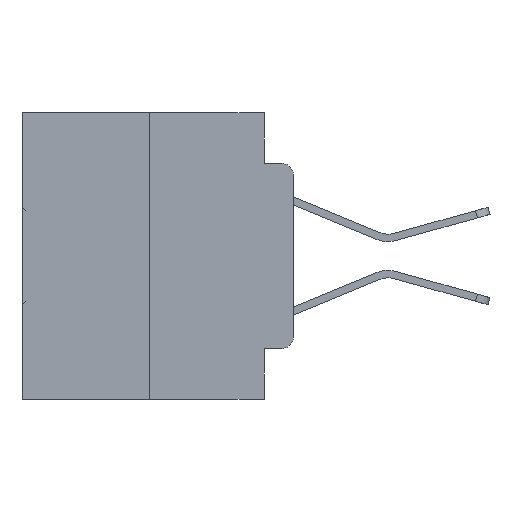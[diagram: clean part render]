
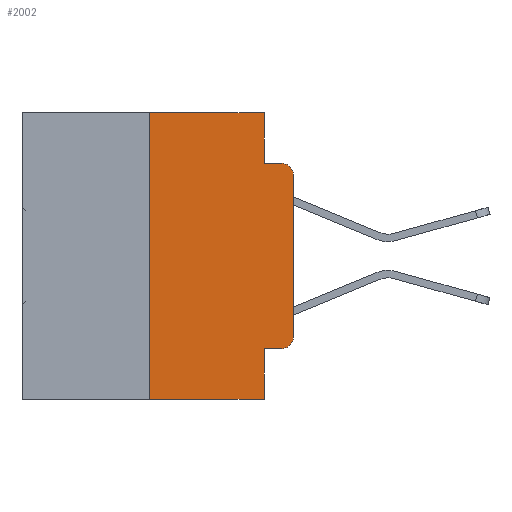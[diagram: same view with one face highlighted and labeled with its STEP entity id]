
A CAD part, left-side view. The second image highlights one B-rep face of the part: STEP entity #2002.
In plain terms, the highlighted planar face has unit normal (-1, 0, 0).
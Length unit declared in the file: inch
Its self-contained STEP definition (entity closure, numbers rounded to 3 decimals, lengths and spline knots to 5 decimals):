
#91 = DIRECTION ( 'NONE',  ( 0., -1., 0. ) ) ;
#277 = VECTOR ( 'NONE', #26375, 39.37008 ) ;
#347 = CARTESIAN_POINT ( 'NONE',  ( 0., 0.25, 0. ) ) ;
#550 = CARTESIAN_POINT ( 'NONE',  ( 0., 0., -0.3915 ) ) ;
#838 = VERTEX_POINT ( 'NONE', #550 ) ;
#1568 = CIRCLE ( 'NONE', #18263, 0.02 ) ;
#1844 = EDGE_CURVE ( 'NONE', #20416, #26647, #17984, .T. ) ;
#2002 = ADVANCED_FACE ( 'NONE', ( #3484 ), #31220, .F. ) ;
#2471 = LINE ( 'NONE', #13570, #29295 ) ;
#2867 = CIRCLE ( 'NONE', #7129, 0.02 ) ;
#2888 = DIRECTION ( 'NONE',  ( 0., 0., -1. ) ) ;
#3484 = FACE_OUTER_BOUND ( 'NONE', #25080, .T. ) ;
#3575 = VECTOR ( 'NONE', #19001, 39.37008 ) ;
#5209 = CARTESIAN_POINT ( 'NONE',  ( 0., 0.02, -0.3915 ) ) ;
#5447 = VERTEX_POINT ( 'NONE', #26061 ) ;
#5873 = DIRECTION ( 'NONE',  ( -1., 0., 0. ) ) ;
#5878 = CARTESIAN_POINT ( 'NONE',  ( 0., 0.051, -0.4115 ) ) ;
#6090 = EDGE_CURVE ( 'NONE', #7065, #838, #1568, .T. ) ;
#6113 = ORIENTED_EDGE ( 'NONE', *, *, #29083, .T. ) ;
#6249 = CARTESIAN_POINT ( 'NONE',  ( 0., 0.25, 0. ) ) ;
#6380 = CARTESIAN_POINT ( 'NONE',  ( 0., 0.051, 0. ) ) ;
#7019 = LINE ( 'NONE', #31257, #20130 ) ;
#7029 = VECTOR ( 'NONE', #14284, 39.37008 ) ;
#7065 = VERTEX_POINT ( 'NONE', #24754 ) ;
#7129 = AXIS2_PLACEMENT_3D ( 'NONE', #21535, #5873, #24089 ) ;
#7683 = EDGE_CURVE ( 'NONE', #5447, #18855, #2471, .T. ) ;
#7805 = ORIENTED_EDGE ( 'NONE', *, *, #7683, .F. ) ;
#7905 = DIRECTION ( 'NONE',  ( 0., 0., -1. ) ) ;
#8518 = VECTOR ( 'NONE', #2888, 39.37008 ) ;
#9081 = ORIENTED_EDGE ( 'NONE', *, *, #1844, .F. ) ;
#9486 = ORIENTED_EDGE ( 'NONE', *, *, #31408, .F. ) ;
#9583 = EDGE_CURVE ( 'NONE', #25615, #22313, #21302, .T. ) ;
#9894 = VERTEX_POINT ( 'NONE', #25127 ) ;
#10609 = EDGE_CURVE ( 'NONE', #838, #9894, #11125, .T. ) ;
#10964 = CARTESIAN_POINT ( 'NONE',  ( 0., 0.473, 0. ) ) ;
#11125 = LINE ( 'NONE', #30565, #24013 ) ;
#12789 = ORIENTED_EDGE ( 'NONE', *, *, #13666, .F. ) ;
#13570 = CARTESIAN_POINT ( 'NONE',  ( 0., 0.051, -0.0885 ) ) ;
#13666 = EDGE_CURVE ( 'NONE', #27288, #25615, #24969, .T. ) ;
#14284 = DIRECTION ( 'NONE',  ( 0., 0., -1. ) ) ;
#14650 = EDGE_CURVE ( 'NONE', #27288, #26647, #7019, .T. ) ;
#16109 = EDGE_CURVE ( 'NONE', #20416, #7065, #17657, .T. ) ;
#16246 = DIRECTION ( 'NONE',  ( 0., -1., 0. ) ) ;
#17269 = CARTESIAN_POINT ( 'NONE',  ( 0., 0.02, -0.0885 ) ) ;
#17657 = LINE ( 'NONE', #5878, #3575 ) ;
#17949 = DIRECTION ( 'NONE',  ( 0., 0., 1. ) ) ;
#17984 = LINE ( 'NONE', #28780, #8518 ) ;
#18263 = AXIS2_PLACEMENT_3D ( 'NONE', #5209, #23454, #7905 ) ;
#18522 = ORIENTED_EDGE ( 'NONE', *, *, #16109, .T. ) ;
#18855 = VERTEX_POINT ( 'NONE', #17269 ) ;
#19001 = DIRECTION ( 'NONE',  ( 0., -1., 0. ) ) ;
#19676 = AXIS2_PLACEMENT_3D ( 'NONE', #28320, #31765, #21187 ) ;
#20130 = VECTOR ( 'NONE', #91, 39.37008 ) ;
#20309 = CARTESIAN_POINT ( 'NONE',  ( 0., 0.25, -0.5 ) ) ;
#20416 = VERTEX_POINT ( 'NONE', #33282 ) ;
#20719 = CARTESIAN_POINT ( 'NONE',  ( 0., 0.051, 0. ) ) ;
#21187 = DIRECTION ( 'NONE',  ( 0., 0., -1. ) ) ;
#21282 = ORIENTED_EDGE ( 'NONE', *, *, #14650, .T. ) ;
#21302 = LINE ( 'NONE', #10964, #277 ) ;
#21535 = CARTESIAN_POINT ( 'NONE',  ( 0., 0.02, -0.1085 ) ) ;
#22313 = VERTEX_POINT ( 'NONE', #20719 ) ;
#23454 = DIRECTION ( 'NONE',  ( -1., 0., 0. ) ) ;
#24013 = VECTOR ( 'NONE', #17949, 39.37008 ) ;
#24089 = DIRECTION ( 'NONE',  ( 0., 0., -1. ) ) ;
#24754 = CARTESIAN_POINT ( 'NONE',  ( 0., 0.02, -0.4115 ) ) ;
#24969 = LINE ( 'NONE', #6249, #30897 ) ;
#25080 = EDGE_LOOP ( 'NONE', ( #26025, #6113, #7805, #9486, #32370, #12789, #21282, #9081, #18522, #31984 ) ) ;
#25127 = CARTESIAN_POINT ( 'NONE',  ( 0., 0., -0.1085 ) ) ;
#25615 = VERTEX_POINT ( 'NONE', #347 ) ;
#26025 = ORIENTED_EDGE ( 'NONE', *, *, #10609, .T. ) ;
#26061 = CARTESIAN_POINT ( 'NONE',  ( 0., 0.051, -0.0885 ) ) ;
#26375 = DIRECTION ( 'NONE',  ( 0., -1., 0. ) ) ;
#26647 = VERTEX_POINT ( 'NONE', #32876 ) ;
#26893 = LINE ( 'NONE', #6380, #7029 ) ;
#27288 = VERTEX_POINT ( 'NONE', #20309 ) ;
#28320 = CARTESIAN_POINT ( 'NONE',  ( 0., 0.473, 0. ) ) ;
#28780 = CARTESIAN_POINT ( 'NONE',  ( 0., 0.051, 0. ) ) ;
#29083 = EDGE_CURVE ( 'NONE', #9894, #18855, #2867, .T. ) ;
#29295 = VECTOR ( 'NONE', #16246, 39.37008 ) ;
#29530 = DIRECTION ( 'NONE',  ( 0., 0., 1. ) ) ;
#30565 = CARTESIAN_POINT ( 'NONE',  ( 0., 0., 0. ) ) ;
#30897 = VECTOR ( 'NONE', #29530, 39.37008 ) ;
#31220 = PLANE ( 'NONE',  #19676 ) ;
#31257 = CARTESIAN_POINT ( 'NONE',  ( 0., 0.473, -0.5 ) ) ;
#31408 = EDGE_CURVE ( 'NONE', #22313, #5447, #26893, .T. ) ;
#31765 = DIRECTION ( 'NONE',  ( 1., 0., 0. ) ) ;
#31984 = ORIENTED_EDGE ( 'NONE', *, *, #6090, .T. ) ;
#32370 = ORIENTED_EDGE ( 'NONE', *, *, #9583, .F. ) ;
#32876 = CARTESIAN_POINT ( 'NONE',  ( 0., 0.051, -0.5 ) ) ;
#33282 = CARTESIAN_POINT ( 'NONE',  ( 0., 0.051, -0.4115 ) ) ;
